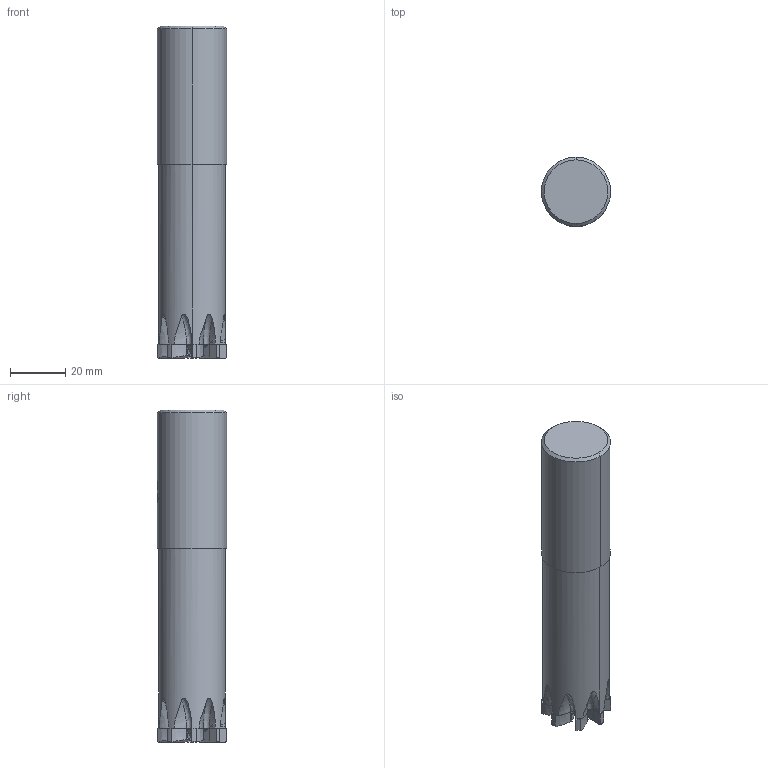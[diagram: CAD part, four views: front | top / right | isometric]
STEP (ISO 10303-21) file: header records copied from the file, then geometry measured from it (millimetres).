
FILE_DESCRIPTION(('no description'),'unknown implementation level');
FILE_NAME('solidnKCV1J_dCxs5qTSNoMH3QyCt3lU_1.STP',' ',('CIM GmbH Aachen'),('CADClick - KiM GmbH - www.kimweb.de'),'unknown preprocess','ACIS','unknown authorization');
FILE_SCHEMA(('automotive_design'));
Length unit declared in the file: millimetre
Products named in the file (2): 1; 2
Bounding box: 25 x 25 x 120 mm (x, y, z)
Volume: 54450.6 mm3; surface area: 11382.6 mm2
Topology: 2 solids, 2 shells, 209 faces, 627 edges, 422 vertices
Faces by surface type: plane 108, bspline 40, revolution 24, cylinder 15, cone 12, torus 10
Entity records: 16631 total; most frequent: CARTESIAN_POINT 4477, STYLED_ITEM 1260, PRESENTATION_STYLE_ASSIGNMENT 1260, COLOUR_RGB 1260, ORIENTED_EDGE 1254, DIRECTION 860, EDGE_CURVE 627, CURVE_STYLE 627
